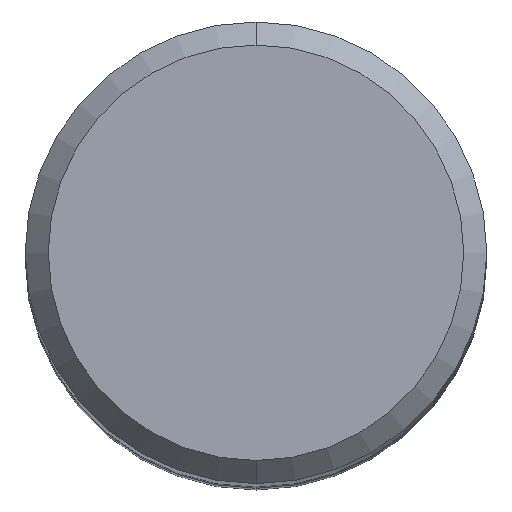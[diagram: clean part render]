
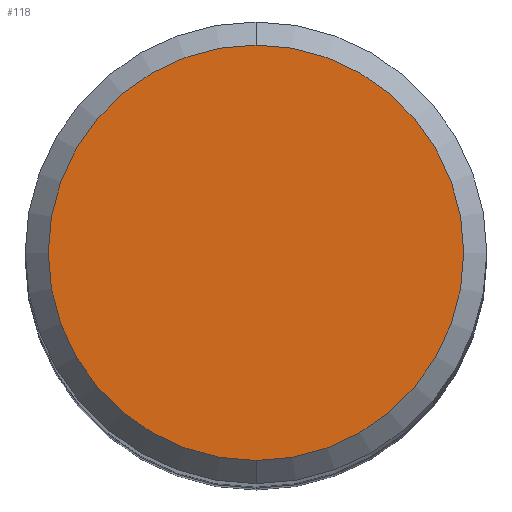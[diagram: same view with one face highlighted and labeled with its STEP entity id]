
A CAD part, top view. The second image highlights one B-rep face of the part: STEP entity #118.
In plain terms, the highlighted planar face has unit normal (0, 0, 1).
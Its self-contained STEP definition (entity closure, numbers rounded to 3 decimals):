
#118=ADVANCED_FACE('',(#219),#220,.T.);
#219=FACE_OUTER_BOUND('',#335,.T.);
#220=PLANE('',#336);
#335=EDGE_LOOP('',(#468,#469));
#336=AXIS2_PLACEMENT_3D('',#470,#471,#472);
#468=ORIENTED_EDGE('',*,*,#582,.F.);
#469=ORIENTED_EDGE('',*,*,#585,.F.);
#470=CARTESIAN_POINT('',(5.0,2.25,40.0));
#471=DIRECTION('',(0.,0.0,1.0));
#472=DIRECTION('',(0.0,-1.0,0.0));
#582=EDGE_CURVE('',#671,#673,#674,.T.);
#585=EDGE_CURVE('',#673,#671,#677,.T.);
#671=VERTEX_POINT('',#755);
#673=VERTEX_POINT('',#758);
#674=CIRCLE('',#759,4.5);
#677=CIRCLE('',#763,4.5);
#755=CARTESIAN_POINT('',(5.0,4.5,40.0));
#758=CARTESIAN_POINT('',(5.0,-4.5,40.0));
#759=AXIS2_PLACEMENT_3D('',#835,#836,#837);
#763=AXIS2_PLACEMENT_3D('',#839,#840,#841);
#835=CARTESIAN_POINT('',(5.0,0.0,40.0));
#836=DIRECTION('',(0.,0.0,-1.0));
#837=DIRECTION('',(0.0,1.0,0.0));
#839=CARTESIAN_POINT('',(5.0,0.0,40.0));
#840=DIRECTION('',(0.,0.0,-1.0));
#841=DIRECTION('',(0.0,1.0,0.0));
